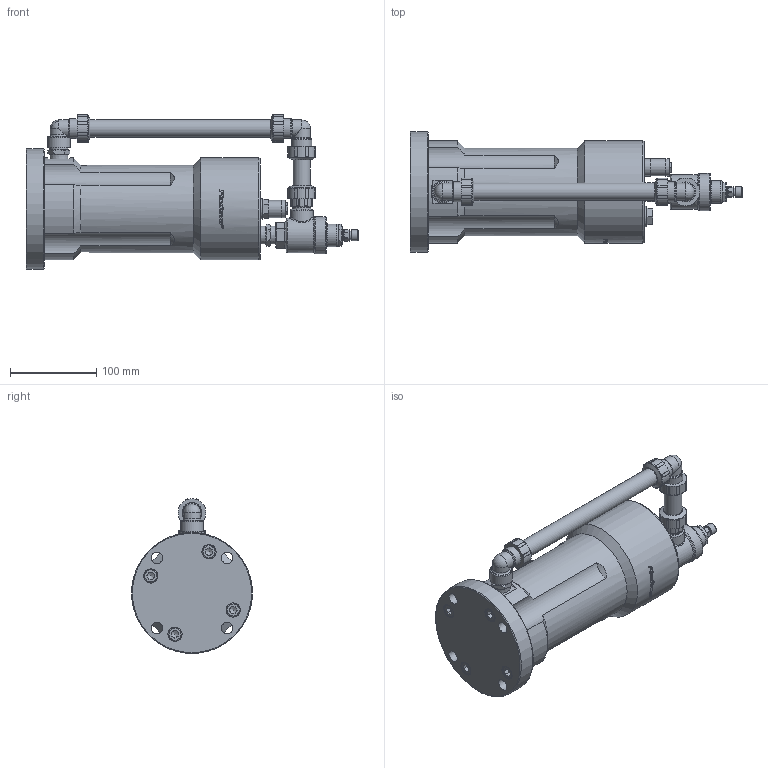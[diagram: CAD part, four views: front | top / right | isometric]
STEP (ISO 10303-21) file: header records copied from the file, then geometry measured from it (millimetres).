
FILE_DESCRIPTION((''),'2;1');
FILE_NAME('4150-00-M.stp','2012-02-21T14:56:03',('Petr'),(''),'Autodesk Inventor 2011','Autodesk Inventor 2011','');
FILE_SCHEMA(('CONFIG_CONTROL_DESIGN'));
Length unit declared in the file: millimetre
Products named in the file (1): 4150-00-M
Bounding box: 384 x 139.47 x 178.73 mm (x, y, z)
Volume: 2700260.6 mm3; surface area: 239742.1 mm2
Topology: 3 solids, 32 shells, 986 faces, 2520 edges, 1661 vertices
Faces by surface type: plane 365, cylinder 251, bspline 155, torus 116, cone 97, sphere 2
Full cylindrical faces by diameter (mm): 6 x1, 6.647 x6, 8 x12, 8.376 x4, 8.5 x6, 8.647 x1, 9.73 x1, 10 x9, 10.106 x1, 10.5 x4, 11.053 x1, 11.989 x1, 12.5 x2, 13 x7, 13.157 x1, 13.5 x10, 14 x2, 16 x9, 16.5 x4, 17.2 x1, 18 x2, 18.339 x1, 19.177 x1, 19.482 x3, 19.9 x1, 19.939 x1, 20 x8, 20.95 x2, 23 x3, 24 x1
Entity records: 44803 total; most frequent: CARTESIAN_POINT 23149, ORIENTED_EDGE 4296, DIRECTION 3701, EDGE_CURVE 2148, AXIS2_PLACEMENT_3D 1546, VERTEX_POINT 1530, EDGE_LOOP 1347, FACE_OUTER_BOUND 986
